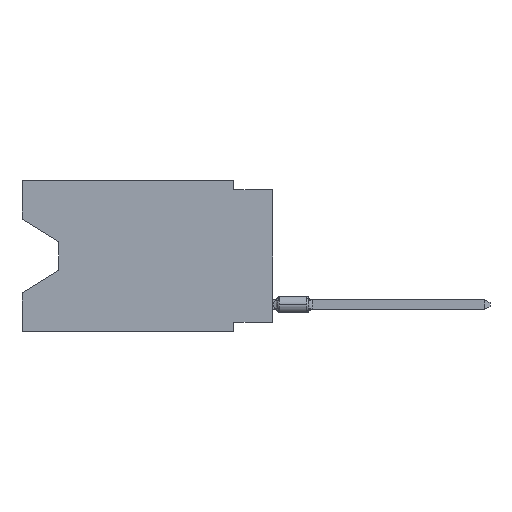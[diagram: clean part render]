
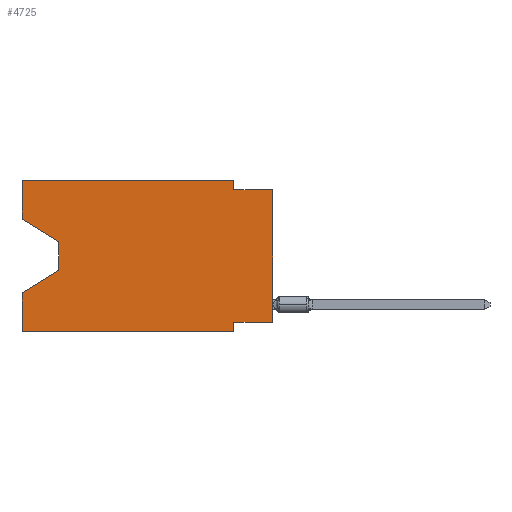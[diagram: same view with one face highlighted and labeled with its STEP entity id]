
A CAD part, left-side view. The second image highlights one B-rep face of the part: STEP entity #4725.
In plain terms, the highlighted planar face has unit normal (-1, 0, 0).
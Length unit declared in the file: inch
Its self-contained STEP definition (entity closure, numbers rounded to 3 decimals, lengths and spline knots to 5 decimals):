
#77 = LINE ( 'NONE', #2212, #3954 ) ;
#106 = ORIENTED_EDGE ( 'NONE', *, *, #6679, .F. ) ;
#243 = CARTESIAN_POINT ( 'NONE',  ( 0., 0., -0.365 ) ) ;
#676 = VERTEX_POINT ( 'NONE', #243 ) ;
#1050 = EDGE_CURVE ( 'NONE', #14085, #20974, #6829, .T. ) ;
#1179 = CARTESIAN_POINT ( 'NONE',  ( 0., 0.645, 0. ) ) ;
#1356 = VECTOR ( 'NONE', #1832, 39.37008 ) ;
#1832 = DIRECTION ( 'NONE',  ( 0., -1., 0. ) ) ;
#1835 = ORIENTED_EDGE ( 'NONE', *, *, #2641, .F. ) ;
#2119 = CARTESIAN_POINT ( 'NONE',  ( 0., 0.1, -0.39 ) ) ;
#2130 = DIRECTION ( 'NONE',  ( 1., 0., 0. ) ) ;
#2212 = CARTESIAN_POINT ( 'NONE',  ( 0., 0.645, 0. ) ) ;
#2427 = CARTESIAN_POINT ( 'NONE',  ( 0., 0.1, 0. ) ) ;
#2541 = CARTESIAN_POINT ( 'NONE',  ( 0., 0.645, -0.28975 ) ) ;
#2569 = VECTOR ( 'NONE', #12388, 39.37008 ) ;
#2641 = EDGE_CURVE ( 'NONE', #5359, #20974, #19672, .T. ) ;
#2693 = VECTOR ( 'NONE', #4123, 39.37008 ) ;
#3139 = EDGE_CURVE ( 'NONE', #13204, #9082, #17084, .T. ) ;
#3203 = VECTOR ( 'NONE', #12903, 39.37008 ) ;
#3857 = LINE ( 'NONE', #12068, #2569 ) ;
#3954 = VECTOR ( 'NONE', #14667, 39.37008 ) ;
#4123 = DIRECTION ( 'NONE',  ( 0., -1., 0. ) ) ;
#4237 = EDGE_CURVE ( 'NONE', #17384, #14120, #3857, .T. ) ;
#4427 = VECTOR ( 'NONE', #17015, 39.37008 ) ;
#4561 = VECTOR ( 'NONE', #18666, 39.37008 ) ;
#4667 = EDGE_LOOP ( 'NONE', ( #5967, #6564, #12705, #14223, #19674, #1835, #106, #16963, #16109, #9148, #19012, #6001 ) ) ;
#4725 = ADVANCED_FACE ( 'NONE', ( #16693 ), #13407, .F. ) ;
#5359 = VERTEX_POINT ( 'NONE', #15129 ) ;
#5529 = LINE ( 'NONE', #16697, #4427 ) ;
#5967 = ORIENTED_EDGE ( 'NONE', *, *, #20375, .T. ) ;
#6001 = ORIENTED_EDGE ( 'NONE', *, *, #4237, .F. ) ;
#6233 = CARTESIAN_POINT ( 'NONE',  ( 0., 0.55, -0.232 ) ) ;
#6334 = VERTEX_POINT ( 'NONE', #2541 ) ;
#6564 = ORIENTED_EDGE ( 'NONE', *, *, #14006, .T. ) ;
#6605 = CARTESIAN_POINT ( 'NONE',  ( 0., 0.55, -0.232 ) ) ;
#6647 = VECTOR ( 'NONE', #20475, 39.37008 ) ;
#6679 = EDGE_CURVE ( 'NONE', #676, #5359, #20153, .T. ) ;
#6829 = LINE ( 'NONE', #15007, #1356 ) ;
#6851 = LINE ( 'NONE', #11558, #9366 ) ;
#6909 = DIRECTION ( 'NONE',  ( 0., 0., -1. ) ) ;
#6967 = DIRECTION ( 'NONE',  ( 0., 0., 1. ) ) ;
#7329 = EDGE_CURVE ( 'NONE', #19817, #13204, #6851, .T. ) ;
#8697 = VECTOR ( 'NONE', #6967, 39.37008 ) ;
#8892 = CARTESIAN_POINT ( 'NONE',  ( 0., 0., 0. ) ) ;
#8912 = CARTESIAN_POINT ( 'NONE',  ( 0., 0., -0.365 ) ) ;
#9082 = VERTEX_POINT ( 'NONE', #9195 ) ;
#9148 = ORIENTED_EDGE ( 'NONE', *, *, #7329, .F. ) ;
#9157 = EDGE_CURVE ( 'NONE', #14120, #19817, #9717, .T. ) ;
#9195 = CARTESIAN_POINT ( 'NONE',  ( 0., 0., -0.025 ) ) ;
#9236 = VERTEX_POINT ( 'NONE', #6605 ) ;
#9366 = VECTOR ( 'NONE', #14932, 39.37008 ) ;
#9717 = LINE ( 'NONE', #1179, #3203 ) ;
#11049 = EDGE_CURVE ( 'NONE', #9236, #6334, #17078, .T. ) ;
#11339 = EDGE_CURVE ( 'NONE', #676, #9082, #18117, .T. ) ;
#11558 = CARTESIAN_POINT ( 'NONE',  ( 0., 0.1, 0. ) ) ;
#12068 = CARTESIAN_POINT ( 'NONE',  ( 0., 0.645, 0. ) ) ;
#12216 = CARTESIAN_POINT ( 'NONE',  ( 0., 0., -0.025 ) ) ;
#12388 = DIRECTION ( 'NONE',  ( 0., 0., 1. ) ) ;
#12705 = ORIENTED_EDGE ( 'NONE', *, *, #11049, .T. ) ;
#12903 = DIRECTION ( 'NONE',  ( 0., -1., 0. ) ) ;
#13005 = CARTESIAN_POINT ( 'NONE',  ( 0., 0.1, -0.025 ) ) ;
#13006 = CARTESIAN_POINT ( 'NONE',  ( 0., 0.645, -0.10025 ) ) ;
#13204 = VERTEX_POINT ( 'NONE', #13005 ) ;
#13407 = PLANE ( 'NONE',  #18965 ) ;
#14006 = EDGE_CURVE ( 'NONE', #18985, #9236, #19103, .T. ) ;
#14085 = VERTEX_POINT ( 'NONE', #15039 ) ;
#14120 = VERTEX_POINT ( 'NONE', #17927 ) ;
#14223 = ORIENTED_EDGE ( 'NONE', *, *, #17858, .F. ) ;
#14667 = DIRECTION ( 'NONE',  ( 0., 0., 1. ) ) ;
#14932 = DIRECTION ( 'NONE',  ( 0., 0., -1. ) ) ;
#15007 = CARTESIAN_POINT ( 'NONE',  ( 0., 0.645, -0.39 ) ) ;
#15039 = CARTESIAN_POINT ( 'NONE',  ( 0., 0.645, -0.39 ) ) ;
#15129 = CARTESIAN_POINT ( 'NONE',  ( 0., 0.1, -0.365 ) ) ;
#15420 = CARTESIAN_POINT ( 'NONE',  ( 0., 0.645, 0. ) ) ;
#15871 = CARTESIAN_POINT ( 'NONE',  ( 0., 0.55, -0.158 ) ) ;
#15891 = VECTOR ( 'NONE', #17610, 39.37008 ) ;
#15920 = CARTESIAN_POINT ( 'NONE',  ( 0., 0.55, -0.158 ) ) ;
#16109 = ORIENTED_EDGE ( 'NONE', *, *, #3139, .F. ) ;
#16693 = FACE_OUTER_BOUND ( 'NONE', #4667, .T. ) ;
#16697 = CARTESIAN_POINT ( 'NONE',  ( 0., 0.645, -0.10025 ) ) ;
#16963 = ORIENTED_EDGE ( 'NONE', *, *, #11339, .T. ) ;
#17015 = DIRECTION ( 'NONE',  ( 0., -0.855, -0.519 ) ) ;
#17078 = LINE ( 'NONE', #6233, #6647 ) ;
#17084 = LINE ( 'NONE', #12216, #2693 ) ;
#17384 = VERTEX_POINT ( 'NONE', #13006 ) ;
#17610 = DIRECTION ( 'NONE',  ( 0., 0., -1. ) ) ;
#17858 = EDGE_CURVE ( 'NONE', #14085, #6334, #77, .T. ) ;
#17927 = CARTESIAN_POINT ( 'NONE',  ( 0., 0.645, 0. ) ) ;
#18022 = VECTOR ( 'NONE', #6909, 39.37008 ) ;
#18117 = LINE ( 'NONE', #8892, #8697 ) ;
#18666 = DIRECTION ( 'NONE',  ( 0., 1., 0. ) ) ;
#18965 = AXIS2_PLACEMENT_3D ( 'NONE', #15420, #2130, #19886 ) ;
#18985 = VERTEX_POINT ( 'NONE', #15871 ) ;
#19010 = CARTESIAN_POINT ( 'NONE',  ( 0., 0.1, -0.39 ) ) ;
#19012 = ORIENTED_EDGE ( 'NONE', *, *, #9157, .F. ) ;
#19103 = LINE ( 'NONE', #15920, #15891 ) ;
#19672 = LINE ( 'NONE', #2119, #18022 ) ;
#19674 = ORIENTED_EDGE ( 'NONE', *, *, #1050, .T. ) ;
#19817 = VERTEX_POINT ( 'NONE', #2427 ) ;
#19886 = DIRECTION ( 'NONE',  ( 0., 0., -1. ) ) ;
#20153 = LINE ( 'NONE', #8912, #4561 ) ;
#20375 = EDGE_CURVE ( 'NONE', #17384, #18985, #5529, .T. ) ;
#20475 = DIRECTION ( 'NONE',  ( 0., 0.855, -0.519 ) ) ;
#20974 = VERTEX_POINT ( 'NONE', #19010 ) ;
